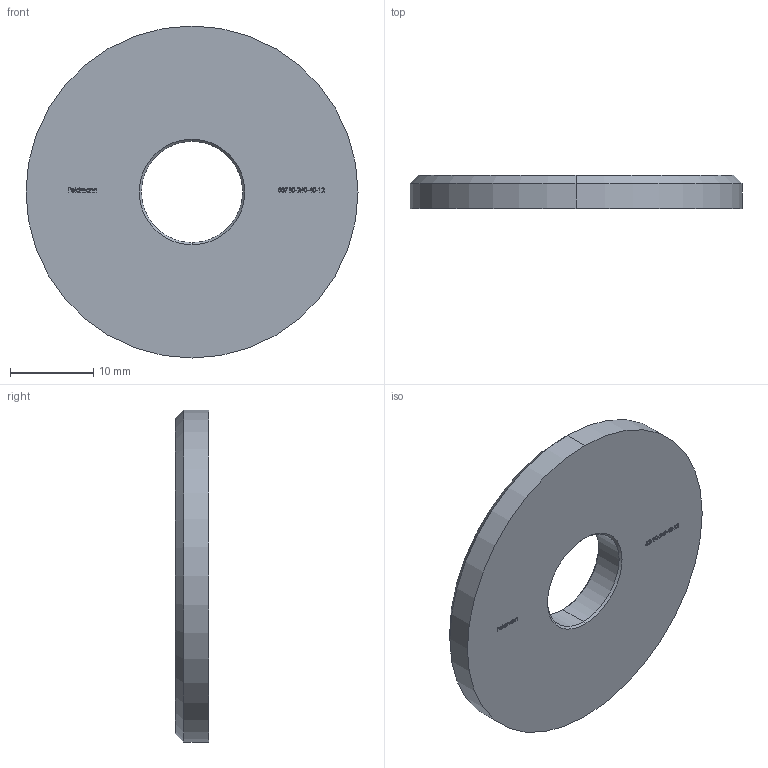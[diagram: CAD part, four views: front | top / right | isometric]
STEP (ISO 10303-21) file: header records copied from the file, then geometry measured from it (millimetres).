
FILE_DESCRIPTION (( 'STEP AP203' ), '1' );
FILE_NAME ('53710-240-40-12.STEP', '2020-09-22T11:26:58', ( '' ), ( '' ), 'SwSTEP 2.0', 'SolidWorks 2018', '' );
FILE_SCHEMA (( 'CONFIG_CONTROL_DESIGN' ));
Length unit declared in the file: millimetre
Products named in the file (2): 53710-240-40-12
Bounding box: 40 x 4 x 40 mm (x, y, z)
Volume: 4494.6 mm3; surface area: 2854.2 mm2
Topology: 1 solids, 1 shells, 283 faces, 744 edges, 494 vertices
Faces by surface type: plane 164, bspline 109, cone 6, cylinder 4
Entity records: 15065 total; most frequent: CARTESIAN_POINT 8648, ORIENTED_EDGE 1488, DIRECTION 892, EDGE_CURVE 744, LINE 512, VECTOR 512, VERTEX_POINT 494, EDGE_LOOP 316
